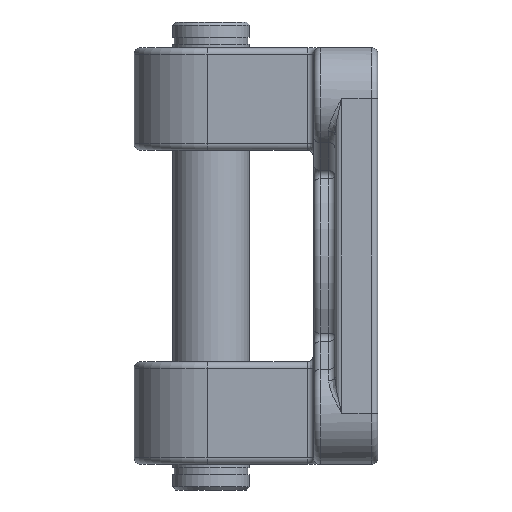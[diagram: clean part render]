
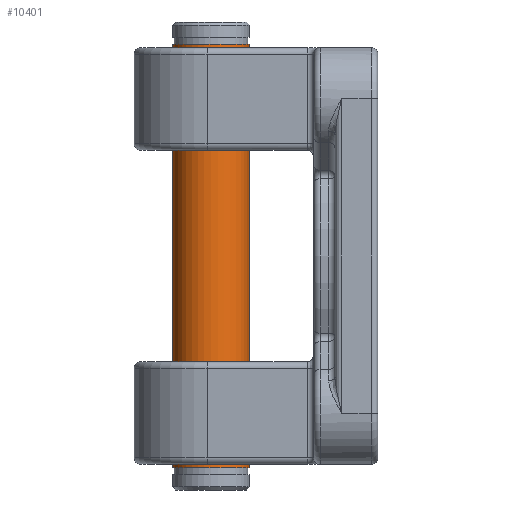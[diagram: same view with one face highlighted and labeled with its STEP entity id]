
A CAD part, left-side view. The second image highlights one B-rep face of the part: STEP entity #10401.
In plain terms, the highlighted cylindrical face has radius 6 mm (diameter 12 mm), a partial arc.
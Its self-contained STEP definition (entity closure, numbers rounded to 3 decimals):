
#9757 = PLANE('',#9758);
#9758 = AXIS2_PLACEMENT_3D('',#9759,#9760,#9761);
#9759 = CARTESIAN_POINT('',(0.,32.,-33.));
#9760 = DIRECTION('',(0.,0.,1.));
#9761 = DIRECTION('',(0.,-1.,0.));
#9794 = VERTEX_POINT('',#9795);
#9795 = CARTESIAN_POINT('',(0.,20.,-33.));
#9796 = VERTEX_POINT('',#9797);
#9797 = CARTESIAN_POINT('',(0.,32.,-33.));
#9805 = CYLINDRICAL_SURFACE('',#9806,6.);
#9806 = AXIS2_PLACEMENT_3D('',#9807,#9808,#9809);
#9807 = CARTESIAN_POINT('',(0.,26.,36.5));
#9808 = DIRECTION('',(0.,0.,1.));
#9809 = DIRECTION('',(0.,-1.,0.));
#9824 = EDGE_CURVE('',#9796,#9825,#9827,.T.);
#9825 = VERTEX_POINT('',#9826);
#9826 = CARTESIAN_POINT('',(0.,32.,33.));
#9827 = SURFACE_CURVE('',#9828,(#9832,#9839),.PCURVE_S1.);
#9828 = LINE('',#9829,#9830);
#9829 = CARTESIAN_POINT('',(0.,32.,36.5));
#9830 = VECTOR('',#9831,1.);
#9831 = DIRECTION('',(0.,0.,1.));
#9832 = PCURVE('',#9805,#9833);
#9833 = DEFINITIONAL_REPRESENTATION('',(#9834),#9838);
#9834 = LINE('',#9835,#9836);
#9835 = CARTESIAN_POINT('',(3.142,0.));
#9836 = VECTOR('',#9837,1.);
#9837 = DIRECTION('',(0.,1.));
#9838 = ( GEOMETRIC_REPRESENTATION_CONTEXT(2) 
PARAMETRIC_REPRESENTATION_CONTEXT() REPRESENTATION_CONTEXT('2D SPACE',''
  ) );
#9839 = PCURVE('',#9840,#9845);
#9840 = CYLINDRICAL_SURFACE('',#9841,6.);
#9841 = AXIS2_PLACEMENT_3D('',#9842,#9843,#9844);
#9842 = CARTESIAN_POINT('',(0.,26.,36.5));
#9843 = DIRECTION('',(0.,0.,1.));
#9844 = DIRECTION('',(0.,-1.,0.));
#9845 = DEFINITIONAL_REPRESENTATION('',(#9846),#9850);
#9846 = LINE('',#9847,#9848);
#9847 = CARTESIAN_POINT('',(3.142,0.));
#9848 = VECTOR('',#9849,1.);
#9849 = DIRECTION('',(0.,1.));
#9850 = ( GEOMETRIC_REPRESENTATION_CONTEXT(2) 
PARAMETRIC_REPRESENTATION_CONTEXT() REPRESENTATION_CONTEXT('2D SPACE',''
  ) );
#9853 = VERTEX_POINT('',#9854);
#9854 = CARTESIAN_POINT('',(0.,20.,33.));
#9869 = PLANE('',#9870);
#9870 = AXIS2_PLACEMENT_3D('',#9871,#9872,#9873);
#9871 = CARTESIAN_POINT('',(0.,31.75,33.));
#9872 = DIRECTION('',(0.,0.,-1.));
#9873 = DIRECTION('',(0.,1.,0.));
#9885 = EDGE_CURVE('',#9794,#9853,#9886,.T.);
#9886 = SURFACE_CURVE('',#9887,(#9891,#9898),.PCURVE_S1.);
#9887 = LINE('',#9888,#9889);
#9888 = CARTESIAN_POINT('',(0.,20.,36.5));
#9889 = VECTOR('',#9890,1.);
#9890 = DIRECTION('',(0.,0.,1.));
#9891 = PCURVE('',#9805,#9892);
#9892 = DEFINITIONAL_REPRESENTATION('',(#9893),#9897);
#9893 = LINE('',#9894,#9895);
#9894 = CARTESIAN_POINT('',(0.,0.));
#9895 = VECTOR('',#9896,1.);
#9896 = DIRECTION('',(0.,1.));
#9897 = ( GEOMETRIC_REPRESENTATION_CONTEXT(2) 
PARAMETRIC_REPRESENTATION_CONTEXT() REPRESENTATION_CONTEXT('2D SPACE',''
  ) );
#9898 = PCURVE('',#9840,#9899);
#9899 = DEFINITIONAL_REPRESENTATION('',(#9900),#9904);
#9900 = LINE('',#9901,#9902);
#9901 = CARTESIAN_POINT('',(6.283,0.));
#9902 = VECTOR('',#9903,1.);
#9903 = DIRECTION('',(0.,1.));
#9904 = ( GEOMETRIC_REPRESENTATION_CONTEXT(2) 
PARAMETRIC_REPRESENTATION_CONTEXT() REPRESENTATION_CONTEXT('2D SPACE',''
  ) );
#10376 = EDGE_CURVE('',#9825,#9853,#10377,.T.);
#10377 = SURFACE_CURVE('',#10378,(#10383,#10394),.PCURVE_S1.);
#10378 = CIRCLE('',#10379,6.);
#10379 = AXIS2_PLACEMENT_3D('',#10380,#10381,#10382);
#10380 = CARTESIAN_POINT('',(0.,26.,33.));
#10381 = DIRECTION('',(0.,0.,1.));
#10382 = DIRECTION('',(0.,-1.,0.));
#10383 = PCURVE('',#9869,#10384);
#10384 = DEFINITIONAL_REPRESENTATION('',(#10385),#10393);
#10385 = ( BOUNDED_CURVE() B_SPLINE_CURVE(2,(#10386,#10387,#10388,#10389
    ,#10390,#10391,#10392),.UNSPECIFIED.,.T.,.F.) 
B_SPLINE_CURVE_WITH_KNOTS((1,2,2,2,2,1),(-2.094,0.,
    2.094,4.189,6.283,8.378),
.UNSPECIFIED.) CURVE() GEOMETRIC_REPRESENTATION_ITEM() 
RATIONAL_B_SPLINE_CURVE((1.,0.5,1.,0.5,1.,0.5,1.)) REPRESENTATION_ITEM(
  '') );
#10386 = CARTESIAN_POINT('',(-11.75,0.));
#10387 = CARTESIAN_POINT('',(-11.75,10.392));
#10388 = CARTESIAN_POINT('',(-2.75,5.196));
#10389 = CARTESIAN_POINT('',(6.25,0.));
#10390 = CARTESIAN_POINT('',(-2.75,-5.196));
#10391 = CARTESIAN_POINT('',(-11.75,-10.392));
#10392 = CARTESIAN_POINT('',(-11.75,0.));
#10393 = ( GEOMETRIC_REPRESENTATION_CONTEXT(2) 
PARAMETRIC_REPRESENTATION_CONTEXT() REPRESENTATION_CONTEXT('2D SPACE',''
  ) );
#10394 = PCURVE('',#9840,#10395);
#10395 = DEFINITIONAL_REPRESENTATION('',(#10396),#10400);
#10396 = LINE('',#10397,#10398);
#10397 = CARTESIAN_POINT('',(0.,-3.5));
#10398 = VECTOR('',#10399,1.);
#10399 = DIRECTION('',(1.,0.));
#10400 = ( GEOMETRIC_REPRESENTATION_CONTEXT(2) 
PARAMETRIC_REPRESENTATION_CONTEXT() REPRESENTATION_CONTEXT('2D SPACE',''
  ) );
#10401 = ADVANCED_FACE('',(#10402),#9840,.T.);
#10402 = FACE_BOUND('',#10403,.T.);
#10403 = EDGE_LOOP('',(#10404,#10405,#10427,#10428));
#10404 = ORIENTED_EDGE('',*,*,#9824,.F.);
#10405 = ORIENTED_EDGE('',*,*,#10406,.T.);
#10406 = EDGE_CURVE('',#9796,#9794,#10407,.T.);
#10407 = SURFACE_CURVE('',#10408,(#10413,#10420),.PCURVE_S1.);
#10408 = CIRCLE('',#10409,6.);
#10409 = AXIS2_PLACEMENT_3D('',#10410,#10411,#10412);
#10410 = CARTESIAN_POINT('',(0.,26.,-33.));
#10411 = DIRECTION('',(0.,0.,1.));
#10412 = DIRECTION('',(0.,-1.,0.));
#10413 = PCURVE('',#9840,#10414);
#10414 = DEFINITIONAL_REPRESENTATION('',(#10415),#10419);
#10415 = LINE('',#10416,#10417);
#10416 = CARTESIAN_POINT('',(0.,-69.5));
#10417 = VECTOR('',#10418,1.);
#10418 = DIRECTION('',(1.,0.));
#10419 = ( GEOMETRIC_REPRESENTATION_CONTEXT(2) 
PARAMETRIC_REPRESENTATION_CONTEXT() REPRESENTATION_CONTEXT('2D SPACE',''
  ) );
#10420 = PCURVE('',#9757,#10421);
#10421 = DEFINITIONAL_REPRESENTATION('',(#10422),#10426);
#10422 = CIRCLE('',#10423,6.);
#10423 = AXIS2_PLACEMENT_2D('',#10424,#10425);
#10424 = CARTESIAN_POINT('',(6.,0.));
#10425 = DIRECTION('',(1.,0.));
#10426 = ( GEOMETRIC_REPRESENTATION_CONTEXT(2) 
PARAMETRIC_REPRESENTATION_CONTEXT() REPRESENTATION_CONTEXT('2D SPACE',''
  ) );
#10427 = ORIENTED_EDGE('',*,*,#9885,.T.);
#10428 = ORIENTED_EDGE('',*,*,#10376,.F.);
